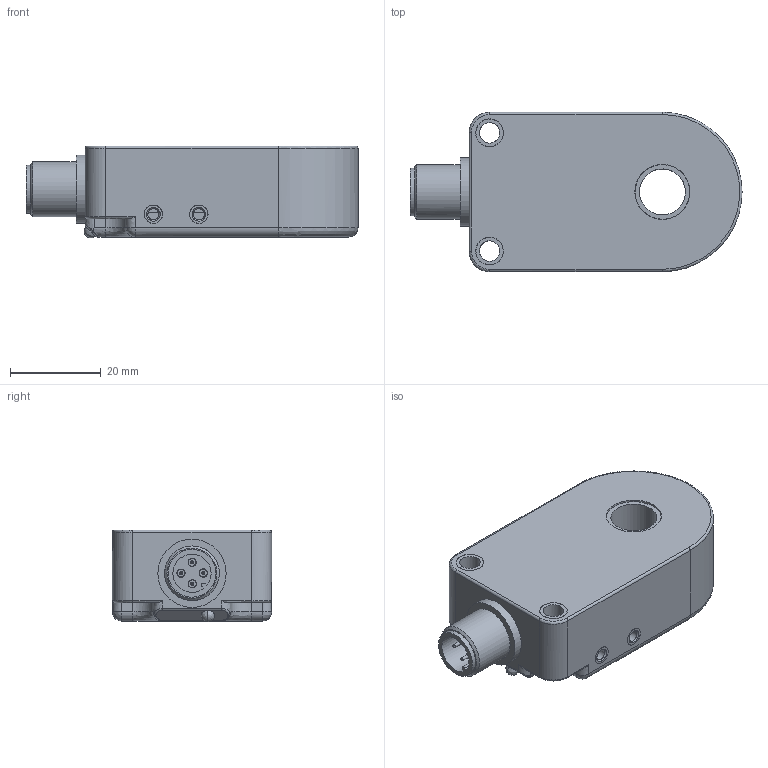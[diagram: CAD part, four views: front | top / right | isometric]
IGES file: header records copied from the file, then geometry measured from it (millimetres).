
Global section: file name: IRB10 XS-B3; native system: Autodesk Inventor 2016; preprocessor: unknown; author: lck; organization: di-soric GmbH & Co. KG; date: 20160222.115019; units: millimetre
Bounding box: 73 x 35 x 20.2 mm (x, y, z)
Volume: 36845.6 mm3; surface area: 12832.9 mm2
Topology: 5 solids, 10 shells, 295 faces, 764 edges, 497 vertices
Faces by surface type: bspline 295
